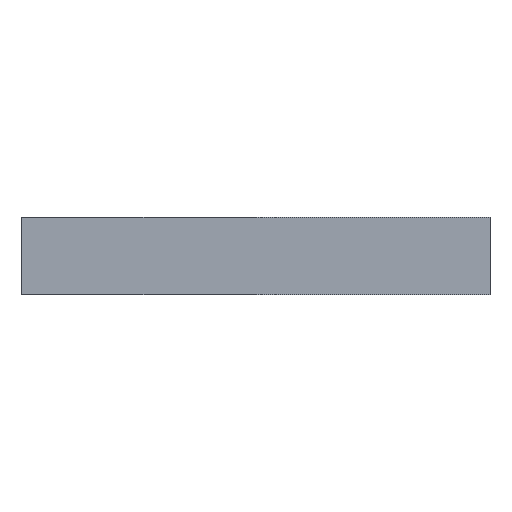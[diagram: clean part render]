
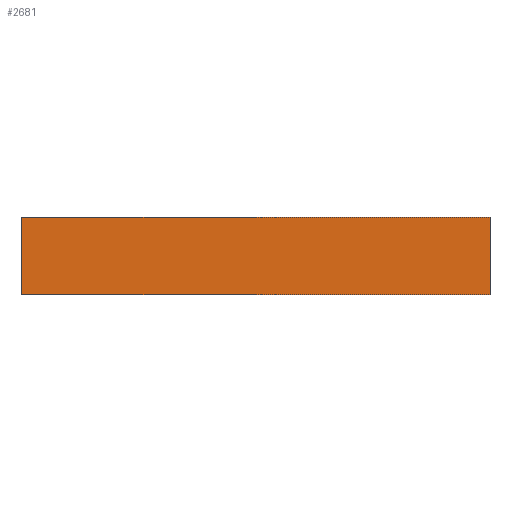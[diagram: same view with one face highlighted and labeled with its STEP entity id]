
A CAD part, left-side view. The second image highlights one B-rep face of the part: STEP entity #2681.
In plain terms, the highlighted planar face has unit normal (-1, 0, 0).
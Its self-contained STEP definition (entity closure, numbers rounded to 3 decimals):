
#173=PLANE('',#3012);
#309=FACE_OUTER_BOUND('',#457,.T.);
#457=EDGE_LOOP('',(#2235,#2236,#2237,#2238));
#749=LINE('',#4563,#943);
#750=LINE('',#4566,#944);
#751=LINE('',#4568,#945);
#752=LINE('',#4569,#946);
#943=VECTOR('',#3814,10.);
#944=VECTOR('',#3817,10.);
#945=VECTOR('',#3818,10.);
#946=VECTOR('',#3819,10.);
#1361=VERTEX_POINT('',#4559);
#1362=VERTEX_POINT('',#4561);
#1363=VERTEX_POINT('',#4565);
#1364=VERTEX_POINT('',#4567);
#1725=EDGE_CURVE('',#1361,#1362,#749,.T.);
#1726=EDGE_CURVE('',#1361,#1363,#750,.T.);
#1727=EDGE_CURVE('',#1364,#1362,#751,.T.);
#1728=EDGE_CURVE('',#1363,#1364,#752,.T.);
#2235=ORIENTED_EDGE('',*,*,#1726,.F.);
#2236=ORIENTED_EDGE('',*,*,#1725,.T.);
#2237=ORIENTED_EDGE('',*,*,#1727,.F.);
#2238=ORIENTED_EDGE('',*,*,#1728,.F.);
#2681=ADVANCED_FACE('',(#309),#173,.T.);
#3012=AXIS2_PLACEMENT_3D('',#4564,#3815,#3816);
#3814=DIRECTION('',(0.,0.,-1.));
#3815=DIRECTION('center_axis',(-1.,0.,0.));
#3816=DIRECTION('ref_axis',(0.,1.,0.));
#3817=DIRECTION('',(0.,-1.,0.));
#3818=DIRECTION('',(0.,1.,0.));
#3819=DIRECTION('',(0.,0.,-1.));
#4559=CARTESIAN_POINT('',(-347.,30.,0.));
#4561=CARTESIAN_POINT('',(-347.,30.,-10.));
#4563=CARTESIAN_POINT('',(-347.,30.,0.));
#4564=CARTESIAN_POINT('Origin',(-347.,-30.,0.));
#4565=CARTESIAN_POINT('',(-347.,-30.,0.));
#4566=CARTESIAN_POINT('',(-347.,30.,0.));
#4567=CARTESIAN_POINT('',(-347.,-30.,-10.));
#4568=CARTESIAN_POINT('',(-347.,30.,-10.));
#4569=CARTESIAN_POINT('',(-347.,-30.,0.));
